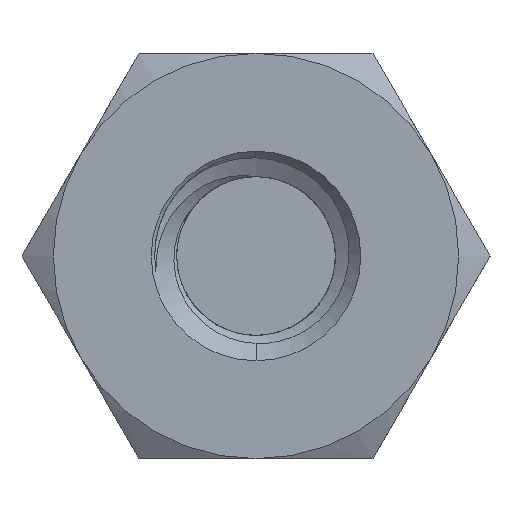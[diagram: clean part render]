
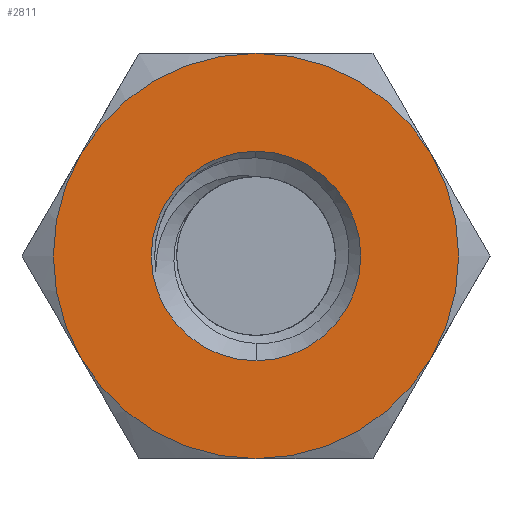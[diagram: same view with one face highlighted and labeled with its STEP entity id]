
A CAD part, left-side view. The second image highlights one B-rep face of the part: STEP entity #2811.
In plain terms, the highlighted planar face has unit normal (-1, 0, 0).
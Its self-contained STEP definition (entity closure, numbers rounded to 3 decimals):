
#99 = CARTESIAN_POINT ( 'NONE',  ( -6.35, 0., 0. ) ) ;
#139 = VERTEX_POINT ( 'NONE', #4546 ) ;
#143 = DIRECTION ( 'NONE',  ( 1., 0., 0. ) ) ;
#173 = VERTEX_POINT ( 'NONE', #1812 ) ;
#209 = CARTESIAN_POINT ( 'NONE',  ( -6.35, 2.598, 1.5 ) ) ;
#262 = CIRCLE ( 'NONE', #363, 3. ) ;
#284 = ORIENTED_EDGE ( 'NONE', *, *, #3735, .F. ) ;
#286 = VERTEX_POINT ( 'NONE', #3461 ) ;
#319 = CARTESIAN_POINT ( 'NONE',  ( -6.35, 0., -1.551 ) ) ;
#363 = AXIS2_PLACEMENT_3D ( 'NONE', #2476, #143, #2817 ) ;
#391 = CIRCLE ( 'NONE', #4277, 3. ) ;
#437 = DIRECTION ( 'NONE',  ( 1., 0., 0. ) ) ;
#503 = CIRCLE ( 'NONE', #1946, 3. ) ;
#512 = EDGE_CURVE ( 'NONE', #3862, #999, #3784, .T. ) ;
#529 = DIRECTION ( 'NONE',  ( 0., 0., -1. ) ) ;
#686 = DIRECTION ( 'NONE',  ( 1., 0., 0. ) ) ;
#778 = CIRCLE ( 'NONE', #3180, 3. ) ;
#801 = ORIENTED_EDGE ( 'NONE', *, *, #1594, .F. ) ;
#919 = CARTESIAN_POINT ( 'NONE',  ( -6.35, 0., 0. ) ) ;
#961 = CIRCLE ( 'NONE', #1269, 3. ) ;
#965 = VERTEX_POINT ( 'NONE', #4241 ) ;
#999 = VERTEX_POINT ( 'NONE', #319 ) ;
#1123 = ORIENTED_EDGE ( 'NONE', *, *, #1515, .F. ) ;
#1233 = FACE_OUTER_BOUND ( 'NONE', #3791, .T. ) ;
#1269 = AXIS2_PLACEMENT_3D ( 'NONE', #3640, #1592, #3975 ) ;
#1294 = DIRECTION ( 'NONE',  ( -1., 0., 0. ) ) ;
#1329 = DIRECTION ( 'NONE',  ( 0., 0., -1. ) ) ;
#1515 = EDGE_CURVE ( 'NONE', #2890, #139, #778, .T. ) ;
#1592 = DIRECTION ( 'NONE',  ( -1., 0., 0. ) ) ;
#1594 = EDGE_CURVE ( 'NONE', #965, #173, #391, .T. ) ;
#1622 = AXIS2_PLACEMENT_3D ( 'NONE', #2711, #437, #3034 ) ;
#1646 = EDGE_CURVE ( 'NONE', #286, #3642, #262, .T. ) ;
#1812 = CARTESIAN_POINT ( 'NONE',  ( -6.35, 0., -3. ) ) ;
#1946 = AXIS2_PLACEMENT_3D ( 'NONE', #2910, #686, #3225 ) ;
#2136 = AXIS2_PLACEMENT_3D ( 'NONE', #3369, #1294, #3702 ) ;
#2327 = DIRECTION ( 'NONE',  ( 1., 0., 0. ) ) ;
#2369 = PLANE ( 'NONE',  #1622 ) ;
#2475 = DIRECTION ( 'NONE',  ( -1., 0., 0. ) ) ;
#2476 = CARTESIAN_POINT ( 'NONE',  ( -6.35, 0., 0. ) ) ;
#2505 = EDGE_LOOP ( 'NONE', ( #2831, #2926 ) ) ;
#2540 = DIRECTION ( 'NONE',  ( 0., 0., 1. ) ) ;
#2563 = CARTESIAN_POINT ( 'NONE',  ( -6.35, 0., 0. ) ) ;
#2711 = CARTESIAN_POINT ( 'NONE',  ( -6.35, 3.464, 0. ) ) ;
#2786 = DIRECTION ( 'NONE',  ( 1., 0., 0. ) ) ;
#2799 = AXIS2_PLACEMENT_3D ( 'NONE', #4295, #2327, #4636 ) ;
#2811 = ADVANCED_FACE ( 'NONE', ( #3009, #1233 ), #2369, .F. ) ;
#2817 = DIRECTION ( 'NONE',  ( 0., 0., -1. ) ) ;
#2831 = ORIENTED_EDGE ( 'NONE', *, *, #512, .F. ) ;
#2851 = EDGE_CURVE ( 'NONE', #999, #3862, #4652, .T. ) ;
#2890 = VERTEX_POINT ( 'NONE', #4630 ) ;
#2910 = CARTESIAN_POINT ( 'NONE',  ( -6.35, 0., 0. ) ) ;
#2911 = CIRCLE ( 'NONE', #2799, 3. ) ;
#2926 = ORIENTED_EDGE ( 'NONE', *, *, #2851, .F. ) ;
#3009 = FACE_BOUND ( 'NONE', #2505, .T. ) ;
#3034 = DIRECTION ( 'NONE',  ( 0., 0., -1. ) ) ;
#3180 = AXIS2_PLACEMENT_3D ( 'NONE', #919, #3400, #1329 ) ;
#3225 = DIRECTION ( 'NONE',  ( 0., 0., -1. ) ) ;
#3369 = CARTESIAN_POINT ( 'NONE',  ( -6.35, 0., 0. ) ) ;
#3400 = DIRECTION ( 'NONE',  ( 1., 0., 0. ) ) ;
#3461 = CARTESIAN_POINT ( 'NONE',  ( -6.35, 2.598, -1.5 ) ) ;
#3640 = CARTESIAN_POINT ( 'NONE',  ( -6.35, 0., 0. ) ) ;
#3642 = VERTEX_POINT ( 'NONE', #209 ) ;
#3702 = DIRECTION ( 'NONE',  ( 0., 0., 1. ) ) ;
#3735 = EDGE_CURVE ( 'NONE', #173, #286, #503, .T. ) ;
#3784 = CIRCLE ( 'NONE', #4078, 1.551 ) ;
#3791 = EDGE_LOOP ( 'NONE', ( #284, #801, #3859, #1123, #4007, #4667 ) ) ;
#3859 = ORIENTED_EDGE ( 'NONE', *, *, #3897, .F. ) ;
#3862 = VERTEX_POINT ( 'NONE', #3962 ) ;
#3897 = EDGE_CURVE ( 'NONE', #139, #965, #2911, .T. ) ;
#3962 = CARTESIAN_POINT ( 'NONE',  ( -6.35, 0., 1.551 ) ) ;
#3975 = DIRECTION ( 'NONE',  ( 0., 0., 1. ) ) ;
#4007 = ORIENTED_EDGE ( 'NONE', *, *, #4231, .T. ) ;
#4078 = AXIS2_PLACEMENT_3D ( 'NONE', #2563, #2475, #2540 ) ;
#4231 = EDGE_CURVE ( 'NONE', #2890, #3642, #961, .T. ) ;
#4241 = CARTESIAN_POINT ( 'NONE',  ( -6.35, -2.598, -1.5 ) ) ;
#4277 = AXIS2_PLACEMENT_3D ( 'NONE', #99, #2786, #529 ) ;
#4295 = CARTESIAN_POINT ( 'NONE',  ( -6.35, 0., 0. ) ) ;
#4546 = CARTESIAN_POINT ( 'NONE',  ( -6.35, -2.598, 1.5 ) ) ;
#4630 = CARTESIAN_POINT ( 'NONE',  ( -6.35, 0., 3. ) ) ;
#4636 = DIRECTION ( 'NONE',  ( 0., 0., -1. ) ) ;
#4652 = CIRCLE ( 'NONE', #2136, 1.551 ) ;
#4667 = ORIENTED_EDGE ( 'NONE', *, *, #1646, .F. ) ;
